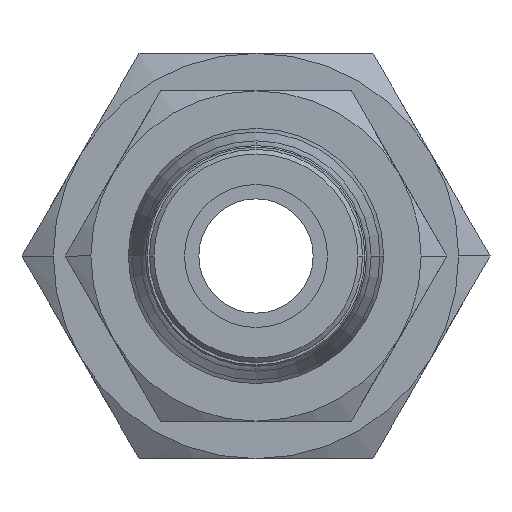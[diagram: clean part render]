
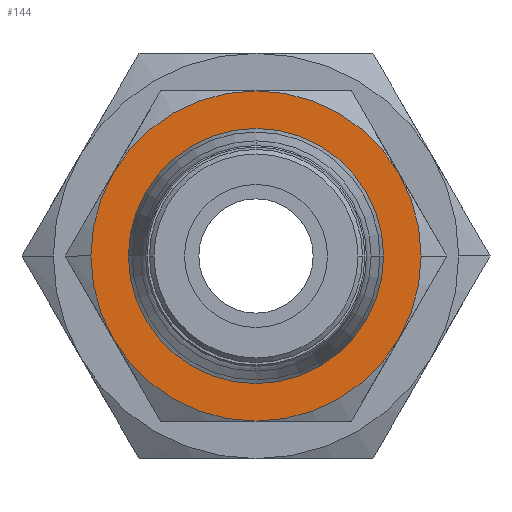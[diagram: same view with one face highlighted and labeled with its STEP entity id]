
A CAD part, left-side view. The second image highlights one B-rep face of the part: STEP entity #144.
In plain terms, the highlighted planar face has unit normal (-1, 0, 0).
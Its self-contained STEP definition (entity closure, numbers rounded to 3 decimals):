
#144=ADVANCED_FACE('',(#352,#353),#354,.T.);
#352=FACE_BOUND('',#603,.T.);
#353=FACE_OUTER_BOUND('',#604,.T.);
#354=PLANE('',#605);
#603=EDGE_LOOP('',(#1266,#1267));
#604=EDGE_LOOP('',(#1268,#1269,#1270,#1271,#1272,#1273,#1274,#1275));
#605=AXIS2_PLACEMENT_3D('',#1276,#1277,#1278);
#1266=ORIENTED_EDGE('',*,*,#1640,.T.);
#1267=ORIENTED_EDGE('',*,*,#1722,.T.);
#1268=ORIENTED_EDGE('',*,*,#1753,.T.);
#1269=ORIENTED_EDGE('',*,*,#1595,.T.);
#1270=ORIENTED_EDGE('',*,*,#1757,.T.);
#1271=ORIENTED_EDGE('',*,*,#1743,.T.);
#1272=ORIENTED_EDGE('',*,*,#1597,.T.);
#1273=ORIENTED_EDGE('',*,*,#1746,.T.);
#1274=ORIENTED_EDGE('',*,*,#1748,.T.);
#1275=ORIENTED_EDGE('',*,*,#1752,.T.);
#1276=CARTESIAN_POINT('',(-33.432,5.5,0.0));
#1277=DIRECTION('',(-1.0,0.,0.0));
#1278=DIRECTION('',(0.,1.0,0.0));
#1595=EDGE_CURVE('',#1876,#1878,#1880,.T.);
#1597=EDGE_CURVE('',#1884,#1881,#1885,.T.);
#1640=EDGE_CURVE('',#1960,#1958,#1961,.T.);
#1722=EDGE_CURVE('',#1958,#1960,#2090,.T.);
#1743=EDGE_CURVE('',#2118,#1884,#2119,.T.);
#1746=EDGE_CURVE('',#1881,#2121,#2123,.T.);
#1748=EDGE_CURVE('',#2121,#2125,#2127,.T.);
#1752=EDGE_CURVE('',#2125,#2131,#2133,.T.);
#1753=EDGE_CURVE('',#2131,#1876,#2134,.T.);
#1757=EDGE_CURVE('',#1878,#2118,#2139,.T.);
#1876=VERTEX_POINT('',#2298);
#1878=VERTEX_POINT('',#2301);
#1880=CIRCLE('',#2314,11.0);
#1881=VERTEX_POINT('',#2315);
#1884=VERTEX_POINT('',#2319);
#1885=CIRCLE('',#2320,11.0);
#1958=VERTEX_POINT('',#2422);
#1960=VERTEX_POINT('',#2425);
#1961=CIRCLE('',#2426,8.498);
#2090=CIRCLE('',#2584,8.498);
#2118=VERTEX_POINT('',#2629);
#2119=CIRCLE('',#2630,11.0);
#2121=VERTEX_POINT('',#2643);
#2123=CIRCLE('',#2656,11.0);
#2125=VERTEX_POINT('',#2658);
#2127=CIRCLE('',#2671,11.0);
#2131=VERTEX_POINT('',#2697);
#2133=CIRCLE('',#2710,11.0);
#2134=CIRCLE('',#2711,11.0);
#2139=CIRCLE('',#2749,11.0);
#2298=CARTESIAN_POINT('',(-33.432,11.0,0.));
#2301=CARTESIAN_POINT('',(-33.432,9.526,-5.5));
#2314=AXIS2_PLACEMENT_3D('',#3212,#3213,#3214);
#2315=CARTESIAN_POINT('',(-33.432,-11.0,0.));
#2319=CARTESIAN_POINT('',(-33.432,-9.526,-5.5));
#2320=AXIS2_PLACEMENT_3D('',#3216,#3217,#3218);
#2422=CARTESIAN_POINT('',(-33.432,8.498,0.));
#2425=CARTESIAN_POINT('',(-33.432,-8.498,0.));
#2426=AXIS2_PLACEMENT_3D('',#3304,#3305,#3306);
#2584=AXIS2_PLACEMENT_3D('',#3492,#3493,#3494);
#2629=CARTESIAN_POINT('',(-33.432,0.,-11.0));
#2630=AXIS2_PLACEMENT_3D('',#3540,#3541,#3542);
#2643=CARTESIAN_POINT('',(-33.432,-9.526,5.5));
#2656=AXIS2_PLACEMENT_3D('',#3543,#3544,#3545);
#2658=CARTESIAN_POINT('',(-33.432,0.,11.0));
#2671=AXIS2_PLACEMENT_3D('',#3546,#3547,#3548);
#2697=CARTESIAN_POINT('',(-33.432,9.526,5.5));
#2710=AXIS2_PLACEMENT_3D('',#3549,#3550,#3551);
#2711=AXIS2_PLACEMENT_3D('',#3552,#3553,#3554);
#2749=AXIS2_PLACEMENT_3D('',#3555,#3556,#3557);
#3212=CARTESIAN_POINT('',(-33.432,0.,0.0));
#3213=DIRECTION('',(-1.0,0.,0.0));
#3214=DIRECTION('',(0.,1.0,0.0));
#3216=CARTESIAN_POINT('',(-33.432,0.,0.0));
#3217=DIRECTION('',(-1.0,0.,0.0));
#3218=DIRECTION('',(0.,1.0,0.0));
#3304=CARTESIAN_POINT('',(-33.432,0.0,0.));
#3305=DIRECTION('',(1.0,0.,0.0));
#3306=DIRECTION('',(0.,1.0,0.0));
#3492=CARTESIAN_POINT('',(-33.432,0.0,0.));
#3493=DIRECTION('',(1.0,0.,0.0));
#3494=DIRECTION('',(0.,1.0,0.0));
#3540=CARTESIAN_POINT('',(-33.432,0.,0.0));
#3541=DIRECTION('',(-1.0,0.,0.0));
#3542=DIRECTION('',(0.,1.0,0.0));
#3543=CARTESIAN_POINT('',(-33.432,0.,0.0));
#3544=DIRECTION('',(-1.0,0.,0.0));
#3545=DIRECTION('',(0.,1.0,0.0));
#3546=CARTESIAN_POINT('',(-33.432,0.,0.0));
#3547=DIRECTION('',(-1.0,0.,0.0));
#3548=DIRECTION('',(0.,1.0,0.0));
#3549=CARTESIAN_POINT('',(-33.432,0.,0.0));
#3550=DIRECTION('',(-1.0,0.,0.0));
#3551=DIRECTION('',(0.,1.0,0.0));
#3552=CARTESIAN_POINT('',(-33.432,0.,0.0));
#3553=DIRECTION('',(-1.0,0.,0.0));
#3554=DIRECTION('',(0.,1.0,0.0));
#3555=CARTESIAN_POINT('',(-33.432,0.,0.0));
#3556=DIRECTION('',(-1.0,0.,0.0));
#3557=DIRECTION('',(0.,1.0,0.0));
